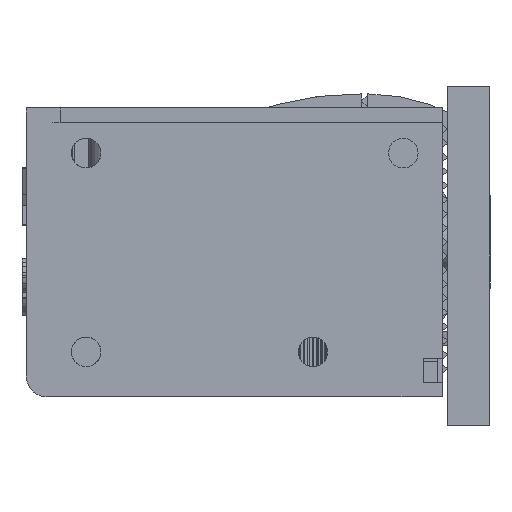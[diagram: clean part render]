
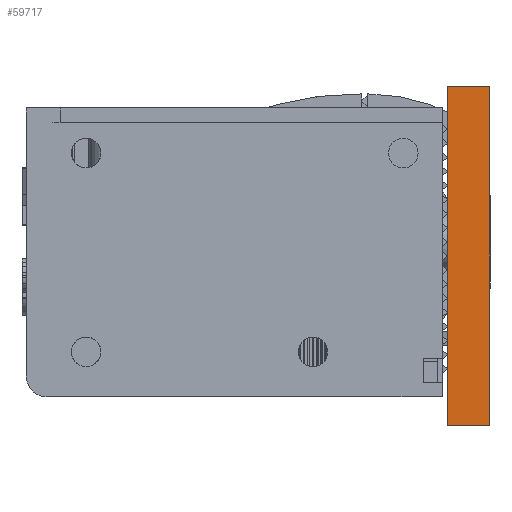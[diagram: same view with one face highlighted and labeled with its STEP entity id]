
A CAD part, front view. The second image highlights one B-rep face of the part: STEP entity #59717.
In plain terms, the highlighted planar face has unit normal (0, -1, 0).
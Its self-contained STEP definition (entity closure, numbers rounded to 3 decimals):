
#2228 = DIRECTION ( 'NONE',  ( 0., 0., -1. ) ) ;
#3771 = VERTEX_POINT ( 'NONE', #30439 ) ;
#4583 = ORIENTED_EDGE ( 'NONE', *, *, #65009, .T. ) ;
#7086 = CARTESIAN_POINT ( 'NONE',  ( 12., -125., 3. ) ) ;
#8797 = VERTEX_POINT ( 'NONE', #36009 ) ;
#8881 = VECTOR ( 'NONE', #2228, 1000. ) ;
#9228 = CARTESIAN_POINT ( 'NONE',  ( -12., -125., 3. ) ) ;
#11157 = DIRECTION ( 'NONE',  ( 0., 0., -1. ) ) ;
#14567 = CARTESIAN_POINT ( 'NONE',  ( -12., -125., 0. ) ) ;
#20704 = CARTESIAN_POINT ( 'NONE',  ( 12., -125., 3. ) ) ;
#26921 = ORIENTED_EDGE ( 'NONE', *, *, #34717, .F. ) ;
#27661 = LINE ( 'NONE', #14567, #66757 ) ;
#28078 = FACE_OUTER_BOUND ( 'NONE', #40436, .T. ) ;
#28844 = LINE ( 'NONE', #47743, #68209 ) ;
#30439 = CARTESIAN_POINT ( 'NONE',  ( -12., -125., 0. ) ) ;
#33032 = PLANE ( 'NONE',  #45822 ) ;
#33141 = CARTESIAN_POINT ( 'NONE',  ( -12., -125., 3. ) ) ;
#34254 = DIRECTION ( 'NONE',  ( 0., 0., 1. ) ) ;
#34717 = EDGE_CURVE ( 'NONE', #79566, #8797, #76904, .T. ) ;
#36009 = CARTESIAN_POINT ( 'NONE',  ( 12., -125., 0. ) ) ;
#40436 = EDGE_LOOP ( 'NONE', ( #71301, #26921, #50453, #4583 ) ) ;
#45822 = AXIS2_PLACEMENT_3D ( 'NONE', #9228, #65878, #34254 ) ;
#47743 = CARTESIAN_POINT ( 'NONE',  ( -12., -125., 3. ) ) ;
#50453 = ORIENTED_EDGE ( 'NONE', *, *, #79441, .F. ) ;
#59616 = EDGE_CURVE ( 'NONE', #3771, #8797, #27661, .T. ) ;
#59717 = ADVANCED_FACE ( 'NONE', ( #28078 ), #33032, .F. ) ;
#60054 = DIRECTION ( 'NONE',  ( 1., 0., 0. ) ) ;
#60374 = VERTEX_POINT ( 'NONE', #33141 ) ;
#61633 = CARTESIAN_POINT ( 'NONE',  ( -12., -125., 3. ) ) ;
#65009 = EDGE_CURVE ( 'NONE', #60374, #3771, #67388, .T. ) ;
#65060 = DIRECTION ( 'NONE',  ( 1., 0., 0. ) ) ;
#65878 = DIRECTION ( 'NONE',  ( 0., 1., 0. ) ) ;
#66757 = VECTOR ( 'NONE', #65060, 1000. ) ;
#67388 = LINE ( 'NONE', #61633, #76520 ) ;
#68209 = VECTOR ( 'NONE', #60054, 1000. ) ;
#71301 = ORIENTED_EDGE ( 'NONE', *, *, #59616, .T. ) ;
#76520 = VECTOR ( 'NONE', #11157, 1000. ) ;
#76904 = LINE ( 'NONE', #20704, #8881 ) ;
#79441 = EDGE_CURVE ( 'NONE', #60374, #79566, #28844, .T. ) ;
#79566 = VERTEX_POINT ( 'NONE', #7086 ) ;
